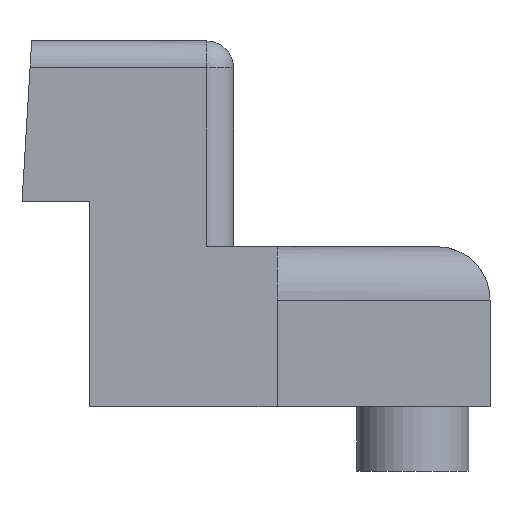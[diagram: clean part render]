
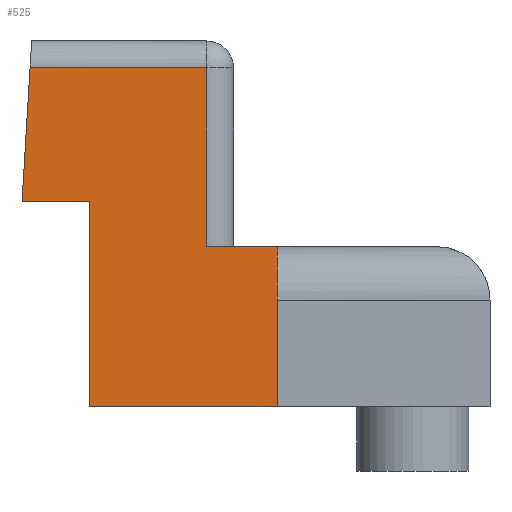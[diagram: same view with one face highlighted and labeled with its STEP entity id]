
A CAD part, front view. The second image highlights one B-rep face of the part: STEP entity #525.
In plain terms, the highlighted planar face has unit normal (0, -1, 0).
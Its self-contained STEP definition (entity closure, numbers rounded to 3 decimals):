
#5 = DIRECTION ( 'NONE',  ( 0.06, 0., 0.998 ) ) ;
#21 = ORIENTED_EDGE ( 'NONE', *, *, #935, .F. ) ;
#36 = VECTOR ( 'NONE', #885, 1000. ) ;
#43 = CARTESIAN_POINT ( 'NONE',  ( 59.7, 47.875, 3. ) ) ;
#55 = DIRECTION ( 'NONE',  ( 1., 0., 0. ) ) ;
#59 = CARTESIAN_POINT ( 'NONE',  ( 56.392, 47.875, 6.35 ) ) ;
#80 = VERTEX_POINT ( 'NONE', #59 ) ;
#81 = CARTESIAN_POINT ( 'NONE',  ( 57.5, 47.875, 0. ) ) ;
#151 = DIRECTION ( 'NONE',  ( 1., 0., 0. ) ) ;
#155 = LINE ( 'NONE', #241, #369 ) ;
#202 = VECTOR ( 'NONE', #969, 1000. ) ;
#241 = CARTESIAN_POINT ( 'NONE',  ( 59.7, 47.875, 6.85 ) ) ;
#242 = LINE ( 'NONE', #709, #431 ) ;
#251 = DIRECTION ( 'NONE',  ( 0., 0., 1. ) ) ;
#254 = LINE ( 'NONE', #408, #36 ) ;
#279 = EDGE_CURVE ( 'NONE', #634, #861, #242, .T. ) ;
#304 = VERTEX_POINT ( 'NONE', #632 ) ;
#369 = VECTOR ( 'NONE', #403, 1000. ) ;
#403 = DIRECTION ( 'NONE',  ( 0., 0., 1. ) ) ;
#408 = CARTESIAN_POINT ( 'NONE',  ( 0., 47.875, 0. ) ) ;
#410 = ORIENTED_EDGE ( 'NONE', *, *, #644, .T. ) ;
#424 = ORIENTED_EDGE ( 'NONE', *, *, #279, .T. ) ;
#431 = VECTOR ( 'NONE', #151, 1000. ) ;
#436 = VERTEX_POINT ( 'NONE', #984 ) ;
#493 = CARTESIAN_POINT ( 'NONE',  ( 61.015, 47.875, 0. ) ) ;
#502 = CARTESIAN_POINT ( 'NONE',  ( 61.015, 47.875, 15.621 ) ) ;
#517 = LINE ( 'NONE', #775, #867 ) ;
#525 = ADVANCED_FACE ( 'NONE', ( #838 ), #610, .F. ) ;
#531 = VECTOR ( 'NONE', #55, 1000. ) ;
#532 = DIRECTION ( 'NONE',  ( -1., 0., 0. ) ) ;
#557 = VECTOR ( 'NONE', #532, 1000. ) ;
#571 = CARTESIAN_POINT ( 'NONE',  ( 0., 47.875, 6.85 ) ) ;
#584 = CARTESIAN_POINT ( 'NONE',  ( 59.7, 47.875, 3. ) ) ;
#599 = VERTEX_POINT ( 'NONE', #493 ) ;
#610 = PLANE ( 'NONE',  #715 ) ;
#619 = DIRECTION ( 'NONE',  ( 0., 1., 0. ) ) ;
#630 = EDGE_CURVE ( 'NONE', #436, #80, #812, .T. ) ;
#632 = CARTESIAN_POINT ( 'NONE',  ( 57.5, 47.875, 0. ) ) ;
#634 = VERTEX_POINT ( 'NONE', #844 ) ;
#635 = EDGE_LOOP ( 'NONE', ( #735, #803, #424, #928, #656, #21, #722, #410 ) ) ;
#644 = EDGE_CURVE ( 'NONE', #745, #436, #155, .T. ) ;
#646 = DIRECTION ( 'NONE',  ( 0., 0., 1. ) ) ;
#656 = ORIENTED_EDGE ( 'NONE', *, *, #891, .T. ) ;
#689 = VECTOR ( 'NONE', #251, 1000. ) ;
#694 = CARTESIAN_POINT ( 'NONE',  ( 57.5, 47.875, 3.85 ) ) ;
#695 = EDGE_CURVE ( 'NONE', #304, #861, #897, .T. ) ;
#709 = CARTESIAN_POINT ( 'NONE',  ( 0., 47.875, 3.85 ) ) ;
#715 = AXIS2_PLACEMENT_3D ( 'NONE', #571, #619, #646 ) ;
#722 = ORIENTED_EDGE ( 'NONE', *, *, #1023, .F. ) ;
#733 = CARTESIAN_POINT ( 'NONE',  ( 56.2, 47.875, 6.35 ) ) ;
#735 = ORIENTED_EDGE ( 'NONE', *, *, #630, .T. ) ;
#745 = VERTEX_POINT ( 'NONE', #584 ) ;
#775 = CARTESIAN_POINT ( 'NONE',  ( 55.805, 47.875, -3.368 ) ) ;
#803 = ORIENTED_EDGE ( 'NONE', *, *, #865, .F. ) ;
#812 = LINE ( 'NONE', #733, #557 ) ;
#838 = FACE_OUTER_BOUND ( 'NONE', #635, .T. ) ;
#844 = CARTESIAN_POINT ( 'NONE',  ( 56.241, 47.875, 3.85 ) ) ;
#861 = VERTEX_POINT ( 'NONE', #694 ) ;
#865 = EDGE_CURVE ( 'NONE', #634, #80, #517, .T. ) ;
#867 = VECTOR ( 'NONE', #5, 1000. ) ;
#881 = VERTEX_POINT ( 'NONE', #960 ) ;
#885 = DIRECTION ( 'NONE',  ( 1., 0., 0. ) ) ;
#891 = EDGE_CURVE ( 'NONE', #304, #599, #254, .T. ) ;
#897 = LINE ( 'NONE', #81, #689 ) ;
#928 = ORIENTED_EDGE ( 'NONE', *, *, #695, .F. ) ;
#935 = EDGE_CURVE ( 'NONE', #881, #599, #1025, .T. ) ;
#946 = LINE ( 'NONE', #43, #531 ) ;
#960 = CARTESIAN_POINT ( 'NONE',  ( 61.015, 47.875, 3. ) ) ;
#969 = DIRECTION ( 'NONE',  ( 0., 0., -1. ) ) ;
#984 = CARTESIAN_POINT ( 'NONE',  ( 59.7, 47.875, 6.35 ) ) ;
#1023 = EDGE_CURVE ( 'NONE', #745, #881, #946, .T. ) ;
#1025 = LINE ( 'NONE', #502, #202 ) ;
